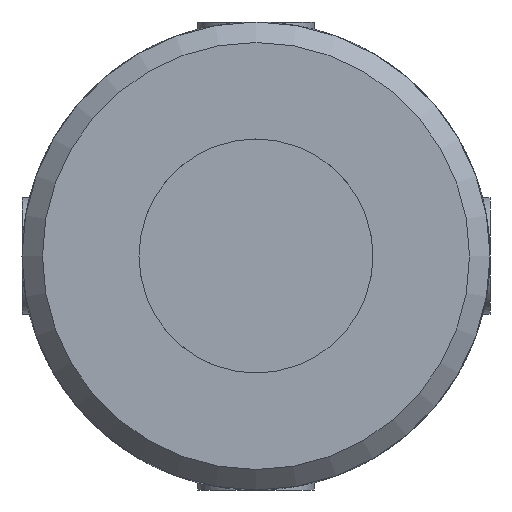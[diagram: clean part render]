
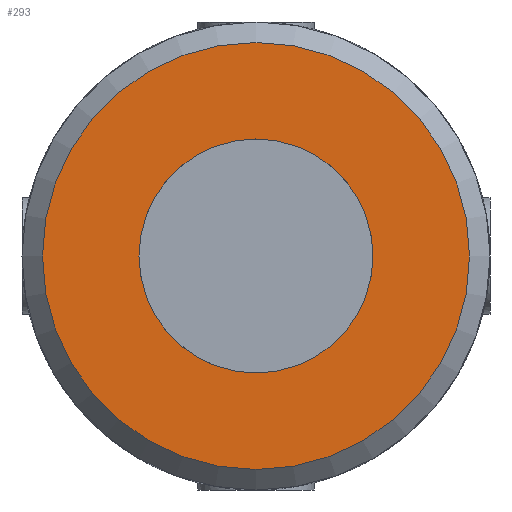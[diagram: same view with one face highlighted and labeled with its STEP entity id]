
A CAD part, left-side view. The second image highlights one B-rep face of the part: STEP entity #293.
In plain terms, the highlighted planar face has unit normal (-1, 0, 0).
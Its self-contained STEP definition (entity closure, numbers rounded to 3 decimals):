
#293 = ADVANCED_FACE( '', ( #558, #559 ), #560, .T. );
#558 = FACE_BOUND( '', #802, .T. );
#559 = FACE_OUTER_BOUND( '', #803, .T. );
#560 = PLANE( '', #804 );
#802 = EDGE_LOOP( '', ( #1321 ) );
#803 = EDGE_LOOP( '', ( #1322 ) );
#804 = AXIS2_PLACEMENT_3D( '', #1323, #1324, #1325 );
#1321 = ORIENTED_EDGE( '', *, *, #1567, .T. );
#1322 = ORIENTED_EDGE( '', *, *, #1543, .F. );
#1323 = CARTESIAN_POINT( '', ( 0., 7.3, 0. ) );
#1324 = DIRECTION( '', ( -1., 0., 0. ) );
#1325 = DIRECTION( '', ( 0., 0., 1. ) );
#1543 = EDGE_CURVE( '', #1837, #1837, #1838, .T. );
#1567 = EDGE_CURVE( '', #1864, #1864, #1865, .T. );
#1837 = VERTEX_POINT( '', #2884 );
#1838 = CIRCLE( '', #2885, 7.3 );
#1864 = VERTEX_POINT( '', #2962 );
#1865 = CIRCLE( '', #2963, 4. );
#2884 = CARTESIAN_POINT( '', ( 0., 0., -7.3 ) );
#2885 = AXIS2_PLACEMENT_3D( '', #3158, #3159, #3160 );
#2962 = CARTESIAN_POINT( '', ( 0., 0., -4. ) );
#2963 = AXIS2_PLACEMENT_3D( '', #3181, #3182, #3183 );
#3158 = CARTESIAN_POINT( '', ( 0., 0., 0. ) );
#3159 = DIRECTION( '', ( 1., 0., 0. ) );
#3160 = DIRECTION( '', ( 0., 0., -1. ) );
#3181 = CARTESIAN_POINT( '', ( 0., 0., 0. ) );
#3182 = DIRECTION( '', ( 1., 0., 0. ) );
#3183 = DIRECTION( '', ( 0., 0., -1. ) );
